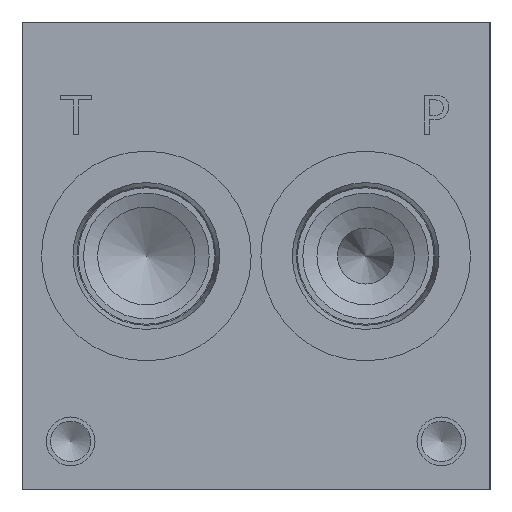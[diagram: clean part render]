
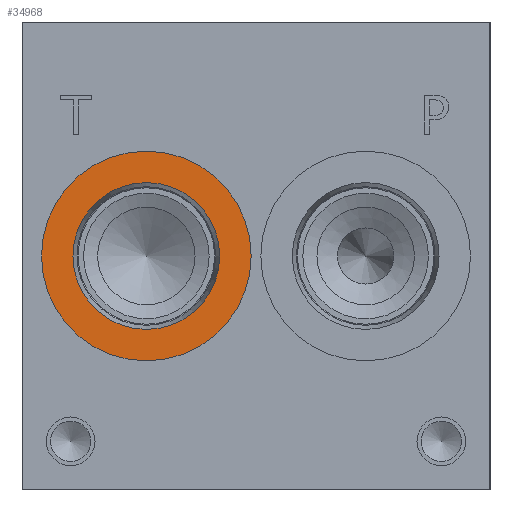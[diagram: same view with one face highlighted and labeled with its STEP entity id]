
A CAD part, left-side view. The second image highlights one B-rep face of the part: STEP entity #34968.
In plain terms, the highlighted planar face has unit normal (-1, 0, 0).
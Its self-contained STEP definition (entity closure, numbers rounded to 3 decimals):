
#855=CIRCLE('',#36656,17.069);
#856=CIRCLE('',#36657,17.069);
#857=CIRCLE('',#36659,11.951);
#858=CIRCLE('',#36660,11.951);
#2382=FACE_BOUND('',#6866,.T.);
#4811=FACE_OUTER_BOUND('',#6865,.T.);
#6865=EDGE_LOOP('',(#27900,#27901));
#6866=EDGE_LOOP('',(#27902,#27903));
#15527=VERTEX_POINT('',#58373);
#15528=VERTEX_POINT('',#58375);
#15529=VERTEX_POINT('',#58379);
#15530=VERTEX_POINT('',#58380);
#20035=EDGE_CURVE('',#15527,#15528,#855,.T.);
#20036=EDGE_CURVE('',#15528,#15527,#856,.T.);
#20037=EDGE_CURVE('',#15529,#15530,#857,.T.);
#20038=EDGE_CURVE('',#15530,#15529,#858,.T.);
#27900=ORIENTED_EDGE('',*,*,#20036,.F.);
#27901=ORIENTED_EDGE('',*,*,#20035,.F.);
#27902=ORIENTED_EDGE('',*,*,#20037,.T.);
#27903=ORIENTED_EDGE('',*,*,#20038,.T.);
#32761=PLANE('',#36658);
#34968=ADVANCED_FACE('',(#4811,#2382),#32761,.F.);
#36656=AXIS2_PLACEMENT_3D('',#58376,#42674,#42675);
#36657=AXIS2_PLACEMENT_3D('',#58377,#42676,#42677);
#36658=AXIS2_PLACEMENT_3D('',#58378,#42678,#42679);
#36659=AXIS2_PLACEMENT_3D('',#58381,#42680,#42681);
#36660=AXIS2_PLACEMENT_3D('',#58382,#42682,#42683);
#42674=DIRECTION('center_axis',(1.,0.,0.));
#42675=DIRECTION('ref_axis',(0.,0.,-1.));
#42676=DIRECTION('center_axis',(1.,0.,0.));
#42677=DIRECTION('ref_axis',(0.,0.,-1.));
#42678=DIRECTION('center_axis',(1.,0.,0.));
#42679=DIRECTION('ref_axis',(0.,0.,-1.));
#42680=DIRECTION('center_axis',(1.,0.,0.));
#42681=DIRECTION('ref_axis',(0.,0.,-1.));
#42682=DIRECTION('center_axis',(1.,0.,0.));
#42683=DIRECTION('ref_axis',(0.,0.,-1.));
#58373=CARTESIAN_POINT('',(0.787,55.956,21.031));
#58375=CARTESIAN_POINT('',(0.787,55.956,55.169));
#58376=CARTESIAN_POINT('Origin',(0.787,55.956,38.1));
#58377=CARTESIAN_POINT('Origin',(0.787,55.956,38.1));
#58378=CARTESIAN_POINT('Origin',(0.787,55.956,50.051));
#58379=CARTESIAN_POINT('',(0.787,55.956,50.051));
#58380=CARTESIAN_POINT('',(0.787,55.956,26.149));
#58381=CARTESIAN_POINT('Origin',(0.787,55.956,38.1));
#58382=CARTESIAN_POINT('Origin',(0.787,55.956,38.1));
